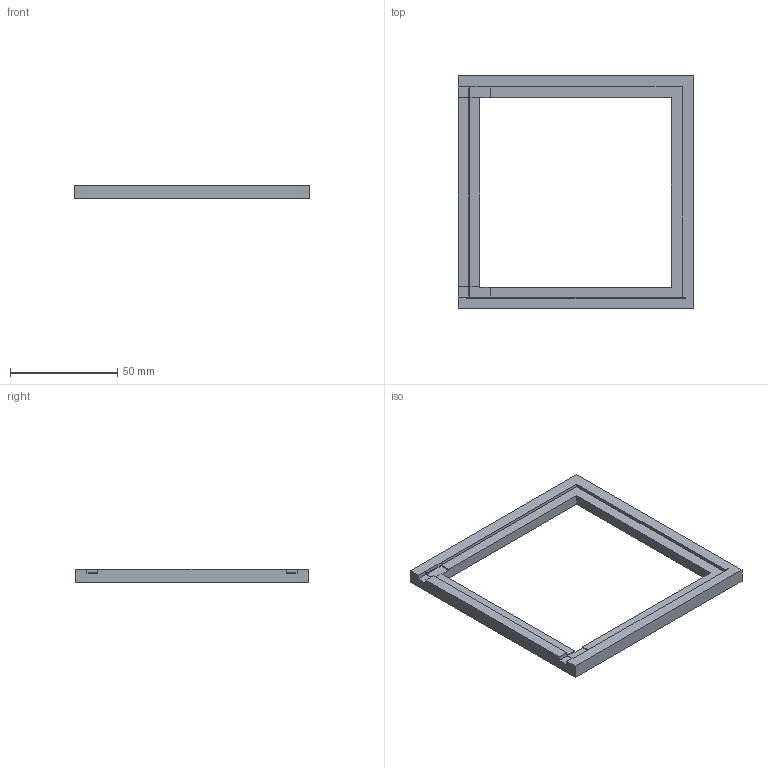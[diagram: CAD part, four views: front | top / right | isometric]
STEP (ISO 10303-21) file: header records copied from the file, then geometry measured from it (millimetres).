
FILE_DESCRIPTION(('FreeCAD Model'),'2;1');
FILE_NAME('Open CASCADE Shape Model','2024-07-07T17:27:14',(''),(''), 'Open CASCADE STEP processor 7.6','FreeCAD','Unknown');
FILE_SCHEMA(('AUTOMOTIVE_DESIGN { 1 0 10303 214 1 1 1 1 }'));
Length unit declared in the file: millimetre
Products named in the file (1): Приспособление для сварки 
теплообменника
Bounding box: 110 x 109 x 6.5 mm (x, y, z)
Volume: 23282 mm3; surface area: 14164 mm2
Topology: 1 solids, 1 shells, 41 faces, 108 edges, 68 vertices
Faces by surface type: plane 41
Entity records: 2608 total; most frequent: CARTESIAN_POINT 482, DIRECTION 360, LINE 276, VECTOR 276, ORIENTED_EDGE 216, PCURVE 216, DEFINITIONAL_REPRESENTATION 216, EDGE_CURVE 108
